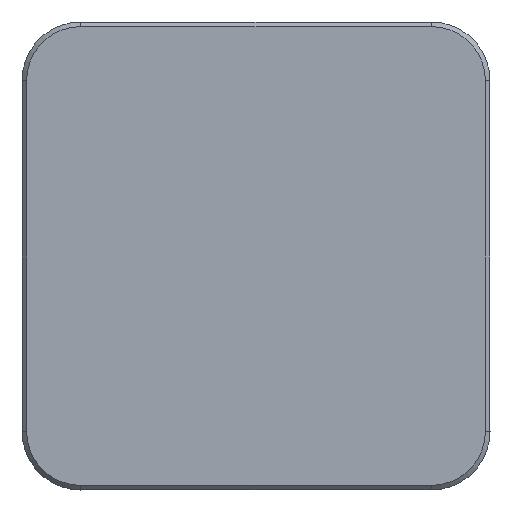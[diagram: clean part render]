
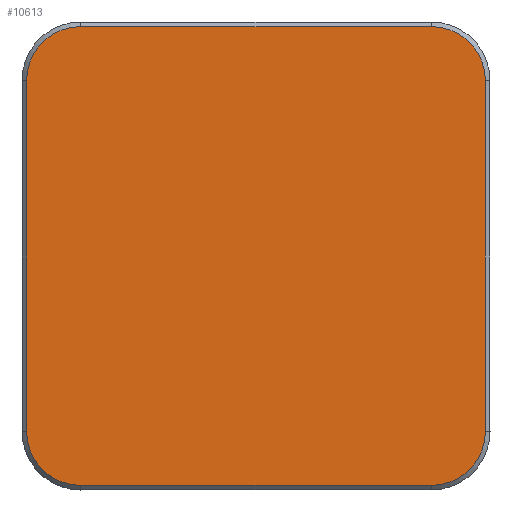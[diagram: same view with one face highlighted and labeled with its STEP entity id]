
A CAD part, front view. The second image highlights one B-rep face of the part: STEP entity #10613.
In plain terms, the highlighted planar face has unit normal (0, -1, 0).
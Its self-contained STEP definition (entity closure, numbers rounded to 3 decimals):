
#34 = DIRECTION ( 'NONE',  ( -1., 0., 0. ) ) ;
#181 = VERTEX_POINT ( 'NONE', #3032 ) ;
#229 = EDGE_CURVE ( 'NONE', #6714, #11798, #2770, .T. ) ;
#498 = VERTEX_POINT ( 'NONE', #1593 ) ;
#665 = EDGE_CURVE ( 'NONE', #10715, #10298, #4092, .T. ) ;
#773 = EDGE_CURVE ( 'NONE', #10298, #3572, #1223, .T. ) ;
#1095 = CARTESIAN_POINT ( 'NONE',  ( -25.4, -19.8, 0.5 ) ) ;
#1223 = CIRCLE ( 'NONE', #2009, 5.85 ) ;
#1270 = VECTOR ( 'NONE', #7395, 1000. ) ;
#1553 = EDGE_LOOP ( 'NONE', ( #3164, #2286, #12189, #4150, #7779, #10486, #5757, #11889 ) ) ;
#1593 = CARTESIAN_POINT ( 'NONE',  ( -19.05, -19.8, 0.5 ) ) ;
#2005 = DIRECTION ( 'NONE',  ( 0., 1., 0. ) ) ;
#2009 = AXIS2_PLACEMENT_3D ( 'NONE', #8074, #8955, #2282 ) ;
#2226 = EDGE_CURVE ( 'NONE', #5410, #6714, #7413, .T. ) ;
#2282 = DIRECTION ( 'NONE',  ( 0., 0., 1. ) ) ;
#2286 = ORIENTED_EDGE ( 'NONE', *, *, #773, .F. ) ;
#2574 = VECTOR ( 'NONE', #9827, 1000. ) ;
#2770 = CIRCLE ( 'NONE', #10114, 5.85 ) ;
#2791 = CARTESIAN_POINT ( 'NONE',  ( -25.4, -19.8, 50.3 ) ) ;
#2937 = DIRECTION ( 'NONE',  ( 0., 0., 1. ) ) ;
#3032 = CARTESIAN_POINT ( 'NONE',  ( 19.05, -19.8, 50.3 ) ) ;
#3164 = ORIENTED_EDGE ( 'NONE', *, *, #6649, .F. ) ;
#3189 = CARTESIAN_POINT ( 'NONE',  ( -19.05, -19.8, 50.3 ) ) ;
#3572 = VERTEX_POINT ( 'NONE', #5416 ) ;
#3927 = CIRCLE ( 'NONE', #11706, 5.85 ) ;
#3974 = CARTESIAN_POINT ( 'NONE',  ( -19.05, -19.8, 44.45 ) ) ;
#4025 = CARTESIAN_POINT ( 'NONE',  ( -24.9, -19.8, 44.45 ) ) ;
#4092 = LINE ( 'NONE', #5019, #2574 ) ;
#4150 = ORIENTED_EDGE ( 'NONE', *, *, #7729, .F. ) ;
#4223 = CARTESIAN_POINT ( 'NONE',  ( -19.05, -19.8, 6.35 ) ) ;
#4761 = LINE ( 'NONE', #1095, #5656 ) ;
#5019 = CARTESIAN_POINT ( 'NONE',  ( 24.9, -19.8, 50.8 ) ) ;
#5261 = AXIS2_PLACEMENT_3D ( 'NONE', #9504, #5564, #8641 ) ;
#5309 = EDGE_CURVE ( 'NONE', #11798, #181, #6528, .T. ) ;
#5410 = VERTEX_POINT ( 'NONE', #10522 ) ;
#5416 = CARTESIAN_POINT ( 'NONE',  ( 19.05, -19.8, 0.5 ) ) ;
#5564 = DIRECTION ( 'NONE',  ( 0., 1., 0. ) ) ;
#5656 = VECTOR ( 'NONE', #34, 1000. ) ;
#5757 = ORIENTED_EDGE ( 'NONE', *, *, #2226, .F. ) ;
#5926 = PLANE ( 'NONE',  #12074 ) ;
#6528 = LINE ( 'NONE', #2791, #1270 ) ;
#6649 = EDGE_CURVE ( 'NONE', #3572, #498, #4761, .T. ) ;
#6714 = VERTEX_POINT ( 'NONE', #4025 ) ;
#7395 = DIRECTION ( 'NONE',  ( 1., 0., 0. ) ) ;
#7413 = LINE ( 'NONE', #8235, #11573 ) ;
#7729 = EDGE_CURVE ( 'NONE', #181, #10715, #10047, .T. ) ;
#7738 = FACE_OUTER_BOUND ( 'NONE', #1553, .T. ) ;
#7779 = ORIENTED_EDGE ( 'NONE', *, *, #5309, .F. ) ;
#8074 = CARTESIAN_POINT ( 'NONE',  ( 19.05, -19.8, 6.35 ) ) ;
#8235 = CARTESIAN_POINT ( 'NONE',  ( -24.9, -19.8, 50.8 ) ) ;
#8641 = DIRECTION ( 'NONE',  ( 0., 0., 1. ) ) ;
#8841 = DIRECTION ( 'NONE',  ( 0., 1., 0. ) ) ;
#8872 = CARTESIAN_POINT ( 'NONE',  ( 24.9, -19.8, 44.45 ) ) ;
#8888 = CARTESIAN_POINT ( 'NONE',  ( 24.9, -19.8, 6.35 ) ) ;
#8955 = DIRECTION ( 'NONE',  ( 0., 1., 0. ) ) ;
#9504 = CARTESIAN_POINT ( 'NONE',  ( 19.05, -19.8, 44.45 ) ) ;
#9827 = DIRECTION ( 'NONE',  ( 0., 0., -1. ) ) ;
#10047 = CIRCLE ( 'NONE', #5261, 5.85 ) ;
#10114 = AXIS2_PLACEMENT_3D ( 'NONE', #3974, #10452, #10579 ) ;
#10166 = DIRECTION ( 'NONE',  ( 0., 0., 1. ) ) ;
#10298 = VERTEX_POINT ( 'NONE', #8888 ) ;
#10452 = DIRECTION ( 'NONE',  ( 0., 1., 0. ) ) ;
#10486 = ORIENTED_EDGE ( 'NONE', *, *, #229, .F. ) ;
#10522 = CARTESIAN_POINT ( 'NONE',  ( -24.9, -19.8, 6.35 ) ) ;
#10540 = CARTESIAN_POINT ( 'NONE',  ( -25.4, -19.8, 50.8 ) ) ;
#10579 = DIRECTION ( 'NONE',  ( 0., 0., 1. ) ) ;
#10613 = ADVANCED_FACE ( 'NONE', ( #7738 ), #5926, .F. ) ;
#10703 = DIRECTION ( 'NONE',  ( 0., 0., 1. ) ) ;
#10715 = VERTEX_POINT ( 'NONE', #8872 ) ;
#11381 = EDGE_CURVE ( 'NONE', #498, #5410, #3927, .T. ) ;
#11573 = VECTOR ( 'NONE', #10166, 1000. ) ;
#11706 = AXIS2_PLACEMENT_3D ( 'NONE', #4223, #8841, #10703 ) ;
#11798 = VERTEX_POINT ( 'NONE', #3189 ) ;
#11889 = ORIENTED_EDGE ( 'NONE', *, *, #11381, .F. ) ;
#12074 = AXIS2_PLACEMENT_3D ( 'NONE', #10540, #2005, #2937 ) ;
#12189 = ORIENTED_EDGE ( 'NONE', *, *, #665, .F. ) ;
